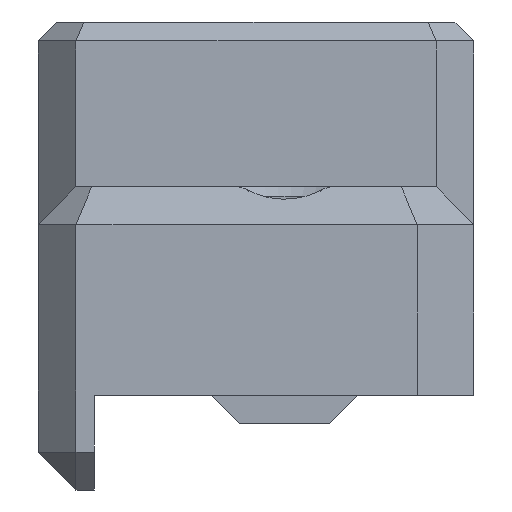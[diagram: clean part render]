
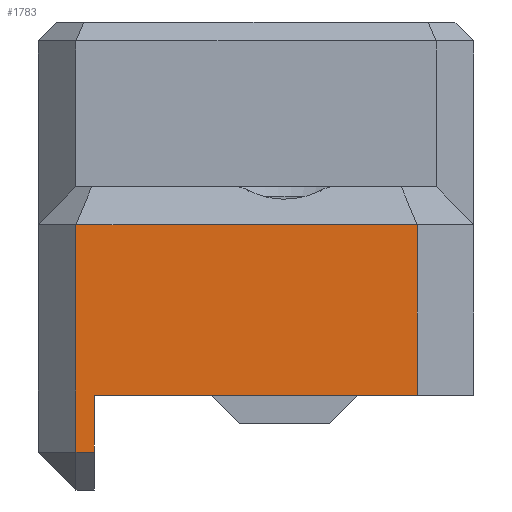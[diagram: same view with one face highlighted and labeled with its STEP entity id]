
A CAD part, left-side view. The second image highlights one B-rep face of the part: STEP entity #1783.
In plain terms, the highlighted planar face has unit normal (-1, 0, 0).
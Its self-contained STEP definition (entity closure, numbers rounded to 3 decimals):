
#75=FACE_OUTER_BOUND('',#181,.T.);
#181=EDGE_LOOP('',(#1200,#1201,#1202,#1203,#1204,#1205));
#301=LINE('',#2520,#530);
#305=LINE('',#2528,#534);
#315=LINE('',#2548,#544);
#316=LINE('',#2550,#545);
#317=LINE('',#2552,#546);
#318=LINE('',#2553,#547);
#530=VECTOR('',#2041,10.);
#534=VECTOR('',#2049,10.);
#544=VECTOR('',#2065,10.);
#545=VECTOR('',#2066,10.);
#546=VECTOR('',#2067,10.);
#547=VECTOR('',#2068,10.);
#752=VERTEX_POINT('',#2509);
#755=VERTEX_POINT('',#2516);
#758=VERTEX_POINT('',#2526);
#765=VERTEX_POINT('',#2547);
#766=VERTEX_POINT('',#2549);
#767=VERTEX_POINT('',#2551);
#917=EDGE_CURVE('',#752,#755,#301,.T.);
#921=EDGE_CURVE('',#758,#752,#305,.T.);
#931=EDGE_CURVE('',#765,#758,#315,.F.);
#932=EDGE_CURVE('',#766,#765,#316,.T.);
#933=EDGE_CURVE('',#766,#767,#317,.T.);
#934=EDGE_CURVE('',#755,#767,#318,.T.);
#1200=ORIENTED_EDGE('',*,*,#917,.F.);
#1201=ORIENTED_EDGE('',*,*,#921,.F.);
#1202=ORIENTED_EDGE('',*,*,#931,.F.);
#1203=ORIENTED_EDGE('',*,*,#932,.F.);
#1204=ORIENTED_EDGE('',*,*,#933,.T.);
#1205=ORIENTED_EDGE('',*,*,#934,.F.);
#1689=PLANE('',#1903);
#1783=ADVANCED_FACE('',(#75),#1689,.F.);
#1903=AXIS2_PLACEMENT_3D('',#2546,#2063,#2064);
#2041=DIRECTION('',(0.,0.,1.));
#2049=DIRECTION('',(0.,1.,0.));
#2063=DIRECTION('center_axis',(1.,0.,0.));
#2064=DIRECTION('ref_axis',(0.,1.,0.));
#2065=DIRECTION('',(0.,0.,1.));
#2066=DIRECTION('',(0.,1.,0.));
#2067=DIRECTION('',(0.,0.,1.));
#2068=DIRECTION('',(0.,-1.,0.));
#2509=CARTESIAN_POINT('',(45.55,90.33,-314.785));
#2516=CARTESIAN_POINT('',(45.55,90.33,-302.785));
#2520=CARTESIAN_POINT('',(45.55,90.33,-306.811));
#2526=CARTESIAN_POINT('',(45.55,89.37,-314.785));
#2528=CARTESIAN_POINT('',(45.55,84.333,-314.785));
#2546=CARTESIAN_POINT('Origin',(45.55,89.33,-314.785));
#2547=CARTESIAN_POINT('',(45.55,89.37,-311.785));
#2548=CARTESIAN_POINT('',(45.55,89.37,-313.285));
#2549=CARTESIAN_POINT('',(45.55,72.33,-311.785));
#2550=CARTESIAN_POINT('',(45.55,84.333,-311.785));
#2551=CARTESIAN_POINT('',(45.55,72.33,-302.785));
#2552=CARTESIAN_POINT('',(45.55,72.33,-314.785));
#2553=CARTESIAN_POINT('',(45.55,85.08,-302.785));
